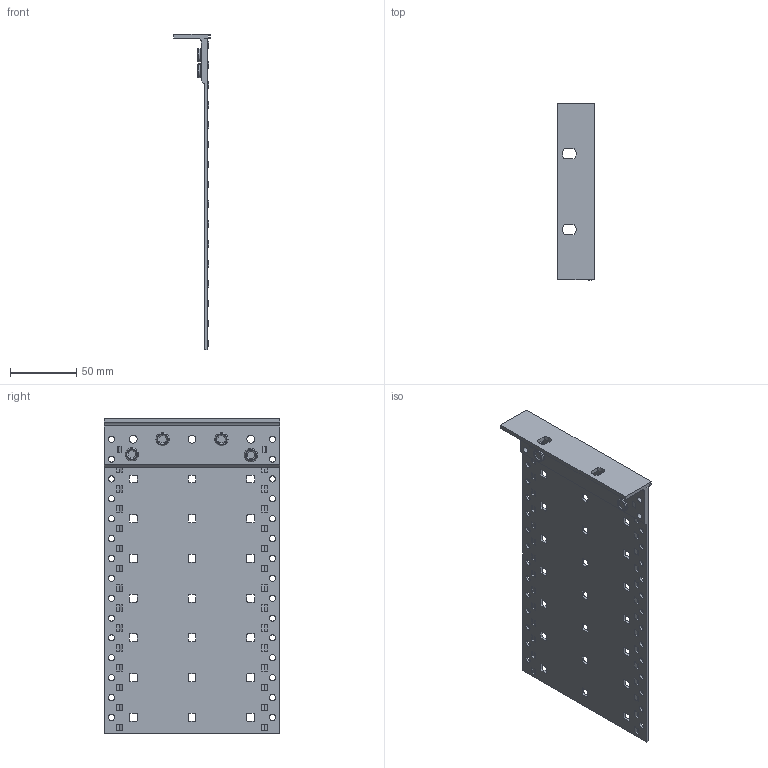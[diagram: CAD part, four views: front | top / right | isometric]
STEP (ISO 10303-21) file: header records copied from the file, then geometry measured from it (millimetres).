
FILE_DESCRIPTION(/* description */ (''),/* implementation_level */ '2;1');
FILE_NAME(/* name */ '86624033_BSW M 24300 BN.stp',/* time_stamp */ '2015-03-27T08:14:19+01:00',/* author */ ('kleemann'),/* organization */ ('Fa. Bopla'),/* preprocessor_version */ 'ST-DEVELOPER v15.6',/* originating_system */ 'Autodesk Inventor 2015',/* authorisation */ '');
FILE_SCHEMA (('AUTOMOTIVE_DESIGN { 1 0 10303 214 3 1 1 }'));
Length unit declared in the file: millimetre
Products named in the file (6): BSW_M_24300_BN_3DSYM PART1; BSW_M_24300_BN_3DSYM PART2; BSW_M_24300_BN_3DSYM PART3; BSW_M_24300_BN_3DSYM PART4; BSW_M_24300_BN_3DSYM PART5; BSW_M_24300_BN_3DSYM
Assembly tree (5 placements, depth 2):
  BSW_M_24300_BN_3DSYM
    BSW_M_24300_BN_3DSYM PART1
    BSW_M_24300_BN_3DSYM PART2
    BSW_M_24300_BN_3DSYM PART3
    BSW_M_24300_BN_3DSYM PART4
    BSW_M_24300_BN_3DSYM PART5
Bounding box: 27.8 x 132.55 x 238.5 mm (x, y, z)
Volume: 81450.5 mm3; surface area: 73918 mm2
Topology: 5 solids, 9 shells, 643 faces, 1733 edges, 1178 vertices
Faces by surface type: plane 493, cylinder 142, torus 8
Full cylindrical faces by diameter (mm): 4.6 x30, 5.8 x4, 6 x3, 10 x4
Entity records: 20587 total; most frequent: CARTESIAN_POINT 3565, ORIENTED_EDGE 3466, DIRECTION 3445, EDGE_CURVE 1733, LINE 1329, VECTOR 1329, VERTEX_POINT 1178, AXIS2_PLACEMENT_3D 1058
